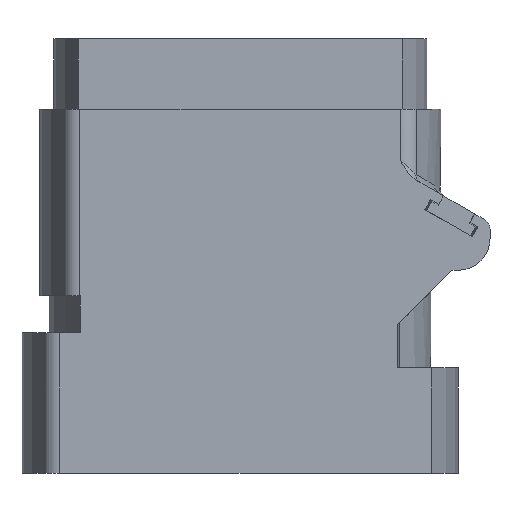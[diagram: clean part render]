
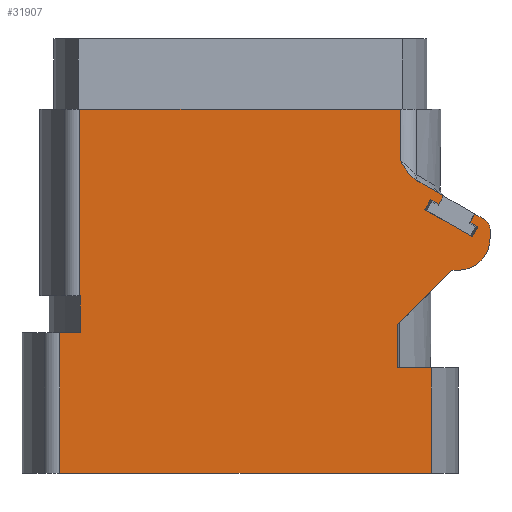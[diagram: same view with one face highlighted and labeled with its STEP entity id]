
A CAD part, front view. The second image highlights one B-rep face of the part: STEP entity #31907.
In plain terms, the highlighted planar face has unit normal (0, -1, 0).
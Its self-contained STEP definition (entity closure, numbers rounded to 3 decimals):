
#1=DIRECTION('',(1.,0.,0.));
#2=VECTOR('',#1,21.097);
#3=CARTESIAN_POINT('',(-10.245,-6.,0.));
#4=LINE('',#3,#2);
#19=DIRECTION('',(0.,0.,-1.));
#20=VECTOR('',#19,8.);
#21=CARTESIAN_POINT('',(-10.245,-6.,8.));
#22=LINE('',#21,#20);
#37=DIRECTION('',(0.866,0.,-0.5));
#38=VECTOR('',#37,0.525);
#39=CARTESIAN_POINT('',(10.825,-6.,15.563));
#40=LINE('',#39,#38);
#41=DIRECTION('',(0.866,0.,-0.5));
#42=VECTOR('',#41,3.1);
#43=CARTESIAN_POINT('',(10.5,-6.,15.));
#44=LINE('',#43,#42);
#45=DIRECTION('',(0.866,0.,-0.5));
#46=VECTOR('',#45,0.525);
#47=CARTESIAN_POINT('',(13.055,-6.,14.275));
#48=LINE('',#47,#46);
#49=DIRECTION('',(0.5,0.,0.866));
#50=VECTOR('',#49,0.55);
#51=CARTESIAN_POINT('',(13.055,-6.,14.275));
#52=LINE('',#51,#50);
#53=DIRECTION('',(0.866,0.,-0.5));
#54=VECTOR('',#53,0.629);
#55=CARTESIAN_POINT('',(13.33,-6.,14.752));
#56=LINE('',#55,#54);
#57=CARTESIAN_POINT('',(13.55,-6.,13.874));
#58=DIRECTION('',(0.,-1.,0.));
#59=DIRECTION('',(1.,0.,0.));
#60=AXIS2_PLACEMENT_3D('',#57,#58,#59);
#62=CARTESIAN_POINT('',(12.4,-6.,13.352));
#63=DIRECTION('',(0.,-1.,0.));
#64=DIRECTION('',(0.,0.,-1.));
#65=AXIS2_PLACEMENT_3D('',#62,#63,#64);
#67=DIRECTION('',(-1.,0.,0.));
#68=VECTOR('',#67,0.366);
#69=CARTESIAN_POINT('',(12.4,-6.,11.552));
#70=LINE('',#69,#68);
#71=DIRECTION('',(0.707,0.,0.707));
#72=VECTOR('',#71,4.366);
#73=CARTESIAN_POINT('',(8.947,-6.,8.465));
#74=LINE('',#73,#72);
#75=DIRECTION('',(0.,0.,1.));
#76=VECTOR('',#75,2.465);
#77=CARTESIAN_POINT('',(8.947,-6.,6.));
#78=LINE('',#77,#76);
#79=DIRECTION('',(-1.,0.,0.));
#80=VECTOR('',#79,1.905);
#81=CARTESIAN_POINT('',(10.852,-6.,6.));
#82=LINE('',#81,#80);
#83=DIRECTION('',(0.,0.,-1.));
#84=VECTOR('',#83,6.);
#85=CARTESIAN_POINT('',(10.852,-6.,6.));
#86=LINE('',#85,#84);
#87=DIRECTION('',(0.,0.,1.));
#88=VECTOR('',#87,2.1);
#89=CARTESIAN_POINT('',(-9.1,-6.,8.));
#90=LINE('',#89,#88);
#91=DIRECTION('',(1.,0.,0.));
#92=VECTOR('',#91,0.019);
#93=CARTESIAN_POINT('',(-9.119,-6.,10.1));
#94=LINE('',#93,#92);
#95=DIRECTION('',(-0.5,0.,-0.866));
#96=VECTOR('',#95,0.55);
#97=CARTESIAN_POINT('',(11.555,-6.,15.777));
#98=LINE('',#97,#96);
#107=DIRECTION('',(-0.866,0.,0.5));
#108=VECTOR('',#107,1.81);
#109=CARTESIAN_POINT('',(11.555,-6.,15.777));
#110=LINE('',#109,#108);
#111=CARTESIAN_POINT('',(9.987,-6.,16.682));
#112=CARTESIAN_POINT('',(9.957,-6.,16.699));
#113=CARTESIAN_POINT('',(9.895,-6.,16.739));
#114=CARTESIAN_POINT('',(9.796,-6.,16.818));
#115=CARTESIAN_POINT('',(9.692,-6.,16.917));
#116=CARTESIAN_POINT('',(9.585,-6.,17.038));
#117=CARTESIAN_POINT('',(9.475,-6.,17.183));
#118=CARTESIAN_POINT('',(9.361,-6.,17.352));
#119=CARTESIAN_POINT('',(9.244,-6.,17.544));
#120=CARTESIAN_POINT('',(9.162,-6.,17.686));
#121=CARTESIAN_POINT('',(9.119,-6.,17.76));
#149=DIRECTION('',(0.,0.,1.));
#150=VECTOR('',#149,2.94);
#151=CARTESIAN_POINT('',(9.119,-6.,17.76));
#152=LINE('',#151,#150);
#171=DIRECTION('',(1.,0.,0.));
#172=VECTOR('',#171,18.238);
#173=CARTESIAN_POINT('',(-9.119,-6.,20.7));
#174=LINE('',#173,#172);
#193=DIRECTION('',(0.,0.,-1.));
#194=VECTOR('',#193,10.6);
#195=CARTESIAN_POINT('',(-9.119,-6.,20.7));
#196=LINE('',#195,#194);
#235=DIRECTION('',(-1.,0.,0.));
#236=VECTOR('',#235,1.145);
#237=CARTESIAN_POINT('',(-9.1,-6.,8.));
#238=LINE('',#237,#236);
#403=DIRECTION('',(-0.5,0.,-0.866));
#404=VECTOR('',#403,0.65);
#405=CARTESIAN_POINT('',(13.51,-6.,14.013));
#406=LINE('',#405,#404);
#415=DIRECTION('',(0.5,0.,0.866));
#416=VECTOR('',#415,0.65);
#417=CARTESIAN_POINT('',(10.5,-6.,15.));
#418=LINE('',#417,#416);
#631=DIRECTION('',(0.,0.,1.));
#632=VECTOR('',#631,0.522);
#633=CARTESIAN_POINT('',(14.2,-6.,13.352));
#634=LINE('',#633,#632);
#25590=CARTESIAN_POINT('',(10.852,-6.,0.));
#25592=VERTEX_POINT('',#25590);
#25597=CARTESIAN_POINT('',(13.33,-6.,14.752));
#25598=CARTESIAN_POINT('',(13.875,-6.,14.437));
#25599=VERTEX_POINT('',#25597);
#25600=VERTEX_POINT('',#25598);
#25609=CARTESIAN_POINT('',(9.119,-6.,20.7));
#25611=VERTEX_POINT('',#25609);
#25614=CARTESIAN_POINT('',(10.852,-6.,6.));
#25616=VERTEX_POINT('',#25614);
#25621=CARTESIAN_POINT('',(8.947,-6.,6.));
#25622=VERTEX_POINT('',#25621);
#25625=CARTESIAN_POINT('',(8.947,-6.,8.465));
#25626=VERTEX_POINT('',#25625);
#25629=CARTESIAN_POINT('',(-9.1,-6.,8.));
#25630=CARTESIAN_POINT('',(-9.1,-6.,10.1));
#25631=VERTEX_POINT('',#25629);
#25632=VERTEX_POINT('',#25630);
#25637=CARTESIAN_POINT('',(-9.119,-6.,20.7));
#25638=CARTESIAN_POINT('',(-9.119,-6.,10.1));
#25639=VERTEX_POINT('',#25637);
#25640=VERTEX_POINT('',#25638);
#25645=CARTESIAN_POINT('',(-10.245,-6.,8.));
#25646=CARTESIAN_POINT('',(-10.245,-6.,0.));
#25647=VERTEX_POINT('',#25645);
#25648=VERTEX_POINT('',#25646);
#25758=CARTESIAN_POINT('',(11.555,-6.,15.777));
#25760=VERTEX_POINT('',#25758);
#25769=CARTESIAN_POINT('',(9.119,-6.,
17.76));
#25770=VERTEX_POINT('',#25769);
#25775=CARTESIAN_POINT('',(9.987,-6.,
16.682));
#25776=VERTEX_POINT('',#25775);
#25791=CARTESIAN_POINT('',(14.2,-6.,13.874));
#25792=VERTEX_POINT('',#25791);
#25797=CARTESIAN_POINT('',(12.034,-6.,11.552));
#25798=VERTEX_POINT('',#25797);
#25813=CARTESIAN_POINT('',(12.4,-6.,11.552));
#25814=VERTEX_POINT('',#25813);
#25815=CARTESIAN_POINT('',(14.2,-6.,13.352));
#25816=VERTEX_POINT('',#25815);
#25821=CARTESIAN_POINT('',(10.5,-6.,15.));
#25823=VERTEX_POINT('',#25821);
#25826=CARTESIAN_POINT('',(13.185,-6.,13.45));
#25828=VERTEX_POINT('',#25826);
#25837=CARTESIAN_POINT('',(10.825,-6.,15.563));
#25838=CARTESIAN_POINT('',(11.28,-6.,15.3));
#25839=VERTEX_POINT('',#25837);
#25840=VERTEX_POINT('',#25838);
#25841=CARTESIAN_POINT('',(13.055,-6.,14.275));
#25842=CARTESIAN_POINT('',(13.51,-6.,14.013));
#25843=VERTEX_POINT('',#25841);
#25844=VERTEX_POINT('',#25842);
#31850=CARTESIAN_POINT('',(-10.852,-6.,0.));
#31851=DIRECTION('',(0.,-1.,0.));
#31852=DIRECTION('',(1.,0.,0.));
#31853=AXIS2_PLACEMENT_3D('',#31850,#31851,#31852);
#31854=PLANE('',#31853);
#31856=ORIENTED_EDGE('',*,*,#31855,.F.);
#31858=ORIENTED_EDGE('',*,*,#31857,.F.);
#31860=ORIENTED_EDGE('',*,*,#31859,.T.);
#31862=ORIENTED_EDGE('',*,*,#31861,.F.);
#31864=ORIENTED_EDGE('',*,*,#31863,.F.);
#31866=ORIENTED_EDGE('',*,*,#31865,.T.);
#31868=ORIENTED_EDGE('',*,*,#31867,.T.);
#31870=ORIENTED_EDGE('',*,*,#31869,.F.);
#31872=ORIENTED_EDGE('',*,*,#31871,.F.);
#31874=ORIENTED_EDGE('',*,*,#31873,.F.);
#31876=ORIENTED_EDGE('',*,*,#31875,.T.);
#31878=ORIENTED_EDGE('',*,*,#31877,.F.);
#31880=ORIENTED_EDGE('',*,*,#31879,.F.);
#31882=ORIENTED_EDGE('',*,*,#31881,.F.);
#31884=ORIENTED_EDGE('',*,*,#31883,.T.);
#31885=ORIENTED_EDGE('',*,*,#31822,.F.);
#31886=ORIENTED_EDGE('',*,*,#31840,.F.);
#31888=ORIENTED_EDGE('',*,*,#31887,.F.);
#31890=ORIENTED_EDGE('',*,*,#31889,.T.);
#31892=ORIENTED_EDGE('',*,*,#31891,.F.);
#31894=ORIENTED_EDGE('',*,*,#31893,.F.);
#31896=ORIENTED_EDGE('',*,*,#31895,.T.);
#31898=ORIENTED_EDGE('',*,*,#31897,.F.);
#31900=ORIENTED_EDGE('',*,*,#31899,.F.);
#31902=ORIENTED_EDGE('',*,*,#31901,.F.);
#31904=ORIENTED_EDGE('',*,*,#31903,.T.);
#31905=EDGE_LOOP('',(#31856,#31858,#31860,#31862,#31864,#31866,#31868,#31870,
#31872,#31874,#31876,#31878,#31880,#31882,#31884,#31885,#31886,#31888,#31890,
#31892,#31894,#31896,#31898,#31900,#31902,#31904));
#31906=FACE_OUTER_BOUND('',#31905,.F.);
#31907=ADVANCED_FACE('',(#31906),#31854,.T.);
#61=CIRCLE('',#60,0.65);
#66=CIRCLE('',#65,1.8);
#122=B_SPLINE_CURVE_WITH_KNOTS('',3,(#111,#112,#113,#114,#115,#116,#117,#118,
#119,#120,#121),.UNSPECIFIED.,.F.,.F.,(4,1,1,1,1,1,1,1,4),(0.,0.125,0.25,
0.375,0.5,0.625,0.75,0.875,1.),.UNSPECIFIED.);
#31822=EDGE_CURVE('',#25648,#25592,#4,.T.);
#31840=EDGE_CURVE('',#25647,#25648,#22,.T.);
#31855=EDGE_CURVE('',#25839,#25840,#40,.T.);
#31857=EDGE_CURVE('',#25823,#25839,#418,.T.);
#31859=EDGE_CURVE('',#25823,#25828,#44,.T.);
#31861=EDGE_CURVE('',#25844,#25828,#406,.T.);
#31863=EDGE_CURVE('',#25843,#25844,#48,.T.);
#31865=EDGE_CURVE('',#25843,#25599,#52,.T.);
#31867=EDGE_CURVE('',#25599,#25600,#56,.T.);
#31869=EDGE_CURVE('',#25792,#25600,#61,.T.);
#31871=EDGE_CURVE('',#25816,#25792,#634,.T.);
#31873=EDGE_CURVE('',#25814,#25816,#66,.T.);
#31875=EDGE_CURVE('',#25814,#25798,#70,.T.);
#31877=EDGE_CURVE('',#25626,#25798,#74,.T.);
#31879=EDGE_CURVE('',#25622,#25626,#78,.T.);
#31881=EDGE_CURVE('',#25616,#25622,#82,.T.);
#31883=EDGE_CURVE('',#25616,#25592,#86,.T.);
#31887=EDGE_CURVE('',#25631,#25647,#238,.T.);
#31889=EDGE_CURVE('',#25631,#25632,#90,.T.);
#31891=EDGE_CURVE('',#25640,#25632,#94,.T.);
#31893=EDGE_CURVE('',#25639,#25640,#196,.T.);
#31895=EDGE_CURVE('',#25639,#25611,#174,.T.);
#31897=EDGE_CURVE('',#25770,#25611,#152,.T.);
#31899=EDGE_CURVE('',#25776,#25770,#122,.T.);
#31901=EDGE_CURVE('',#25760,#25776,#110,.T.);
#31903=EDGE_CURVE('',#25760,#25840,#98,.T.);
